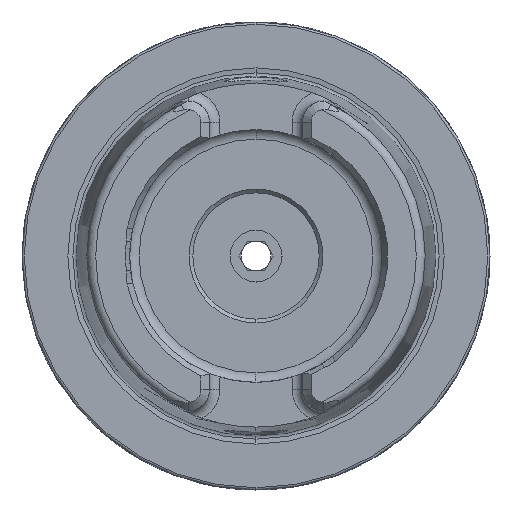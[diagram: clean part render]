
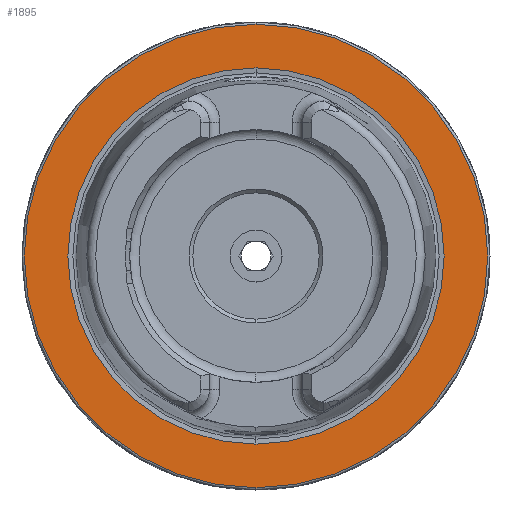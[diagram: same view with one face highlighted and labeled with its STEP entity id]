
A CAD part, left-side view. The second image highlights one B-rep face of the part: STEP entity #1895.
In plain terms, the highlighted planar face has unit normal (-1, 0, 0).
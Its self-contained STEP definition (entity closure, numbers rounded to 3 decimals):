
#205 = CARTESIAN_POINT ( 'NONE',  ( 0., 0., -31.2 ) ) ;
#255 = CARTESIAN_POINT ( 'NONE',  ( 0., 0., 25.324 ) ) ;
#670 = ORIENTED_EDGE ( 'NONE', *, *, #6937, .T. ) ;
#874 = ORIENTED_EDGE ( 'NONE', *, *, #4658, .F. ) ;
#891 = ORIENTED_EDGE ( 'NONE', *, *, #4662, .T. ) ;
#896 = VERTEX_POINT ( 'NONE', #6046 ) ;
#931 = ORIENTED_EDGE ( 'NONE', *, *, #6847, .F. ) ;
#1120 = VERTEX_POINT ( 'NONE', #255 ) ;
#1138 = VERTEX_POINT ( 'NONE', #205 ) ;
#1764 = DIRECTION ( 'NONE',  ( 0., 0., 1. ) ) ;
#1765 = DIRECTION ( 'NONE',  ( -1., 0., 0. ) ) ;
#1768 = CARTESIAN_POINT ( 'NONE',  ( 0., 0., 0. ) ) ;
#1895 = ADVANCED_FACE ( 'NONE', ( #7657, #7653 ), #8707, .F. ) ;
#2375 = CIRCLE ( 'NONE', #4801, 31.2 ) ;
#2387 = CIRCLE ( 'NONE', #4804, 25.324 ) ;
#2458 = CIRCLE ( 'NONE', #4770, 25.324 ) ;
#2935 = VERTEX_POINT ( 'NONE', #8321 ) ;
#3323 = EDGE_LOOP ( 'NONE', ( #891, #670 ) ) ;
#3371 = EDGE_LOOP ( 'NONE', ( #931, #874 ) ) ;
#4658 = EDGE_CURVE ( 'NONE', #896, #1120, #2387, .T. ) ;
#4662 = EDGE_CURVE ( 'NONE', #2935, #1138, #2375, .T. ) ;
#4744 = AXIS2_PLACEMENT_3D ( 'NONE', #5549, #5550, #5551 ) ;
#4770 = AXIS2_PLACEMENT_3D ( 'NONE', #1768, #1765, #1764 ) ;
#4801 = AXIS2_PLACEMENT_3D ( 'NONE', #8011, #8010, #8009 ) ;
#4804 = AXIS2_PLACEMENT_3D ( 'NONE', #8023, #8022, #8021 ) ;
#5549 = CARTESIAN_POINT ( 'NONE',  ( 0., 0., 0. ) ) ;
#5550 = DIRECTION ( 'NONE',  ( -1., 0., 0. ) ) ;
#5551 = DIRECTION ( 'NONE',  ( 0., 0., 1. ) ) ;
#6046 = CARTESIAN_POINT ( 'NONE',  ( 0., 0., -25.324 ) ) ;
#6373 = AXIS2_PLACEMENT_3D ( 'NONE', #8701, #8695, #8705 ) ;
#6847 = EDGE_CURVE ( 'NONE', #1120, #896, #2458, .T. ) ;
#6937 = EDGE_CURVE ( 'NONE', #1138, #2935, #8903, .T. ) ;
#7653 = FACE_OUTER_BOUND ( 'NONE', #3323, .T. ) ;
#7657 = FACE_BOUND ( 'NONE', #3371, .T. ) ;
#8009 = DIRECTION ( 'NONE',  ( 0., 0., 1. ) ) ;
#8010 = DIRECTION ( 'NONE',  ( -1., 0., 0. ) ) ;
#8011 = CARTESIAN_POINT ( 'NONE',  ( 0., 0., 0. ) ) ;
#8021 = DIRECTION ( 'NONE',  ( 0., 0., 1. ) ) ;
#8022 = DIRECTION ( 'NONE',  ( -1., 0., 0. ) ) ;
#8023 = CARTESIAN_POINT ( 'NONE',  ( 0., 0., 0. ) ) ;
#8321 = CARTESIAN_POINT ( 'NONE',  ( 0., 0., 31.2 ) ) ;
#8695 = DIRECTION ( 'NONE',  ( 1., 0., 0. ) ) ;
#8701 = CARTESIAN_POINT ( 'NONE',  ( 0., 31.2, 0. ) ) ;
#8705 = DIRECTION ( 'NONE',  ( 0., 0., -1. ) ) ;
#8707 = PLANE ( 'NONE',  #6373 ) ;
#8903 = CIRCLE ( 'NONE', #4744, 31.2 ) ;
